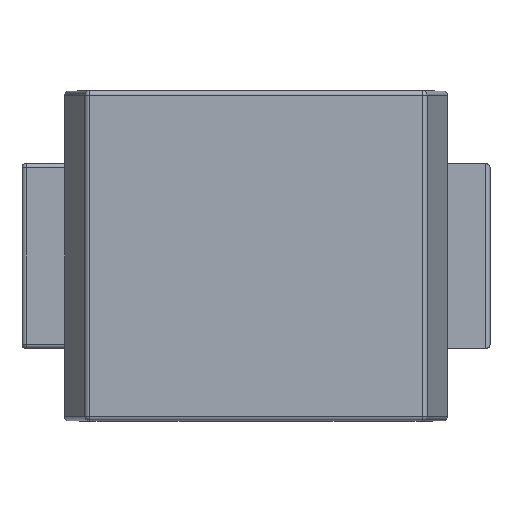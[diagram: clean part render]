
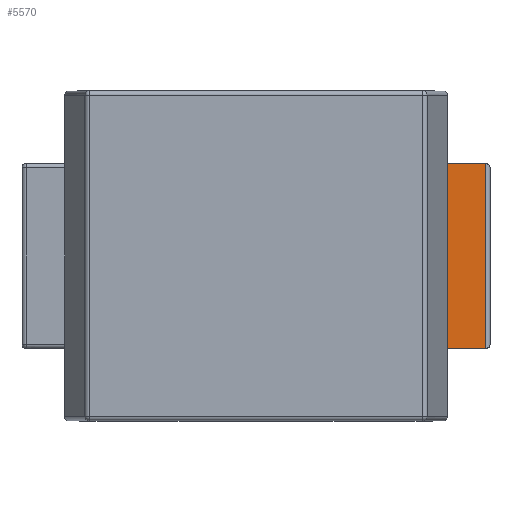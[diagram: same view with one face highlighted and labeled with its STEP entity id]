
A CAD part, top view. The second image highlights one B-rep face of the part: STEP entity #5570.
In plain terms, the highlighted planar face has unit normal (0, 0, 1).
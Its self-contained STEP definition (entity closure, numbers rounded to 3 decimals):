
#2472 = VERTEX_POINT('',#2473);
#2473 = CARTESIAN_POINT('',(2.285,-1.105,1.25));
#2492 = PLANE('',#2493);
#2493 = AXIS2_PLACEMENT_3D('',#2494,#2495,#2496);
#2494 = CARTESIAN_POINT('',(2.035,-3.53,2.5));
#2495 = DIRECTION('',(-0.981,0.,
    -0.196));
#2496 = DIRECTION('',(-0.196,0.,0.981));
#2593 = PLANE('',#2594);
#2594 = AXIS2_PLACEMENT_3D('',#2595,#2596,#2597);
#2595 = CARTESIAN_POINT('',(-5.027,-1.105,1.25));
#2596 = DIRECTION('',(0.,-1.,0.));
#2597 = DIRECTION('',(1.,0.,0.));
#2753 = PLANE('',#2754);
#2754 = AXIS2_PLACEMENT_3D('',#2755,#2756,#2757);
#2755 = CARTESIAN_POINT('',(-5.027,1.105,1.25));
#2756 = DIRECTION('',(0.,1.,0.));
#2757 = DIRECTION('',(-1.,0.,0.));
#2834 = VERTEX_POINT('',#2835);
#2835 = CARTESIAN_POINT('',(2.285,1.105,1.25));
#3507 = EDGE_CURVE('',#2472,#2834,#3508,.T.);
#3508 = SURFACE_CURVE('',#3509,(#3513,#3520),.PCURVE_S1.);
#3509 = LINE('',#3510,#3511);
#3510 = CARTESIAN_POINT('',(2.285,-3.53,1.25));
#3511 = VECTOR('',#3512,1.);
#3512 = DIRECTION('',(0.,1.,0.));
#3513 = PCURVE('',#2492,#3514);
#3514 = DEFINITIONAL_REPRESENTATION('',(#3515),#3519);
#3515 = LINE('',#3516,#3517);
#3516 = CARTESIAN_POINT('',(-1.275,0.));
#3517 = VECTOR('',#3518,1.);
#3518 = DIRECTION('',(0.,1.));
#3519 = ( GEOMETRIC_REPRESENTATION_CONTEXT(2) 
PARAMETRIC_REPRESENTATION_CONTEXT() REPRESENTATION_CONTEXT('2D SPACE',''
  ) );
#3520 = PCURVE('',#3521,#3526);
#3521 = PLANE('',#3522);
#3522 = AXIS2_PLACEMENT_3D('',#3523,#3524,#3525);
#3523 = CARTESIAN_POINT('',(-5.027,-1.105,1.25));
#3524 = DIRECTION('',(0.,0.,1.));
#3525 = DIRECTION('',(1.,0.,0.));
#3526 = DEFINITIONAL_REPRESENTATION('',(#3527),#3531);
#3527 = LINE('',#3528,#3529);
#3528 = CARTESIAN_POINT('',(7.312,-2.425));
#3529 = VECTOR('',#3530,1.);
#3530 = DIRECTION('',(0.,1.));
#3531 = ( GEOMETRIC_REPRESENTATION_CONTEXT(2) 
PARAMETRIC_REPRESENTATION_CONTEXT() REPRESENTATION_CONTEXT('2D SPACE',''
  ) );
#4931 = VERTEX_POINT('',#4932);
#4932 = CARTESIAN_POINT('',(2.745,-1.105,1.25));
#4980 = EDGE_CURVE('',#2472,#4931,#4981,.T.);
#4981 = SURFACE_CURVE('',#4982,(#4986,#4993),.PCURVE_S1.);
#4982 = LINE('',#4983,#4984);
#4983 = CARTESIAN_POINT('',(-5.027,-1.105,1.25));
#4984 = VECTOR('',#4985,1.);
#4985 = DIRECTION('',(1.,0.,0.));
#4986 = PCURVE('',#2593,#4987);
#4987 = DEFINITIONAL_REPRESENTATION('',(#4988),#4992);
#4988 = LINE('',#4989,#4990);
#4989 = CARTESIAN_POINT('',(0.,0.));
#4990 = VECTOR('',#4991,1.);
#4991 = DIRECTION('',(1.,0.));
#4992 = ( GEOMETRIC_REPRESENTATION_CONTEXT(2) 
PARAMETRIC_REPRESENTATION_CONTEXT() REPRESENTATION_CONTEXT('2D SPACE',''
  ) );
#4993 = PCURVE('',#3521,#4994);
#4994 = DEFINITIONAL_REPRESENTATION('',(#4995),#4999);
#4995 = LINE('',#4996,#4997);
#4996 = CARTESIAN_POINT('',(0.,0.));
#4997 = VECTOR('',#4998,1.);
#4998 = DIRECTION('',(1.,0.));
#4999 = ( GEOMETRIC_REPRESENTATION_CONTEXT(2) 
PARAMETRIC_REPRESENTATION_CONTEXT() REPRESENTATION_CONTEXT('2D SPACE',''
  ) );
#5500 = EDGE_CURVE('',#2834,#5501,#5503,.T.);
#5501 = VERTEX_POINT('',#5502);
#5502 = CARTESIAN_POINT('',(2.745,1.105,1.25));
#5503 = SURFACE_CURVE('',#5504,(#5508,#5515),.PCURVE_S1.);
#5504 = LINE('',#5505,#5506);
#5505 = CARTESIAN_POINT('',(-5.027,1.105,1.25));
#5506 = VECTOR('',#5507,1.);
#5507 = DIRECTION('',(1.,0.,0.));
#5508 = PCURVE('',#2753,#5509);
#5509 = DEFINITIONAL_REPRESENTATION('',(#5510),#5514);
#5510 = LINE('',#5511,#5512);
#5511 = CARTESIAN_POINT('',(0.,0.));
#5512 = VECTOR('',#5513,1.);
#5513 = DIRECTION('',(-1.,0.));
#5514 = ( GEOMETRIC_REPRESENTATION_CONTEXT(2) 
PARAMETRIC_REPRESENTATION_CONTEXT() REPRESENTATION_CONTEXT('2D SPACE',''
  ) );
#5515 = PCURVE('',#3521,#5516);
#5516 = DEFINITIONAL_REPRESENTATION('',(#5517),#5521);
#5517 = LINE('',#5518,#5519);
#5518 = CARTESIAN_POINT('',(0.,2.21));
#5519 = VECTOR('',#5520,1.);
#5520 = DIRECTION('',(1.,0.));
#5521 = ( GEOMETRIC_REPRESENTATION_CONTEXT(2) 
PARAMETRIC_REPRESENTATION_CONTEXT() REPRESENTATION_CONTEXT('2D SPACE',''
  ) );
#5570 = ADVANCED_FACE('',(#5571),#3521,.T.);
#5571 = FACE_BOUND('',#5572,.T.);
#5572 = EDGE_LOOP('',(#5573,#5574,#5622,#5623));
#5573 = ORIENTED_EDGE('',*,*,#4980,.T.);
#5574 = ORIENTED_EDGE('',*,*,#5575,.T.);
#5575 = EDGE_CURVE('',#4931,#5501,#5576,.T.);
#5576 = SURFACE_CURVE('',#5577,(#5581,#5588),.PCURVE_S1.);
#5577 = LINE('',#5578,#5579);
#5578 = CARTESIAN_POINT('',(2.745,1.105,1.25));
#5579 = VECTOR('',#5580,1.);
#5580 = DIRECTION('',(0.,1.,0.));
#5581 = PCURVE('',#3521,#5582);
#5582 = DEFINITIONAL_REPRESENTATION('',(#5583),#5587);
#5583 = LINE('',#5584,#5585);
#5584 = CARTESIAN_POINT('',(7.772,2.21));
#5585 = VECTOR('',#5586,1.);
#5586 = DIRECTION('',(0.,1.));
#5587 = ( GEOMETRIC_REPRESENTATION_CONTEXT(2) 
PARAMETRIC_REPRESENTATION_CONTEXT() REPRESENTATION_CONTEXT('2D SPACE',''
  ) );
#5588 = PCURVE('',#5589,#5594);
#5589 = CYLINDRICAL_SURFACE('',#5590,0.05);
#5590 = AXIS2_PLACEMENT_3D('',#5591,#5592,#5593);
#5591 = CARTESIAN_POINT('',(2.745,0.,1.2));
#5592 = DIRECTION('',(0.,1.,0.));
#5593 = DIRECTION('',(-1.,0.,0.));
#5594 = DEFINITIONAL_REPRESENTATION('',(#5595),#5621);
#5595 = B_SPLINE_CURVE_WITH_KNOTS('',3,(#5596,#5597,#5598,#5599,#5600,
    #5601,#5602,#5603,#5604,#5605,#5606,#5607,#5608,#5609,#5610,#5611,
    #5612,#5613,#5614,#5615,#5616,#5617,#5618,#5619,#5620),
  .UNSPECIFIED.,.F.,.F.,(4,1,1,1,1,1,1,1,1,1,1,1,1,1,1,1,1,1,1,1,1,1,4),
  (-2.21,-2.11,-2.009,-1.909,-1.808
    ,-1.708,-1.607,-1.507,-1.406,
    -1.306,-1.205,-1.105,-1.005,
    -0.904,-0.804,-0.703,-0.603,
    -0.502,-0.402,-0.301,-0.201,
    -0.1,0.),.UNSPECIFIED.);
#5596 = CARTESIAN_POINT('',(1.571,-1.105));
#5597 = CARTESIAN_POINT('',(1.571,-1.072));
#5598 = CARTESIAN_POINT('',(1.571,-1.005));
#5599 = CARTESIAN_POINT('',(1.571,-0.904));
#5600 = CARTESIAN_POINT('',(1.571,-0.804));
#5601 = CARTESIAN_POINT('',(1.571,-0.703));
#5602 = CARTESIAN_POINT('',(1.571,-0.603));
#5603 = CARTESIAN_POINT('',(1.571,-0.502));
#5604 = CARTESIAN_POINT('',(1.571,-0.402));
#5605 = CARTESIAN_POINT('',(1.571,-0.301));
#5606 = CARTESIAN_POINT('',(1.571,-0.201));
#5607 = CARTESIAN_POINT('',(1.571,-0.1));
#5608 = CARTESIAN_POINT('',(1.571,0.));
#5609 = CARTESIAN_POINT('',(1.571,0.1));
#5610 = CARTESIAN_POINT('',(1.571,0.201));
#5611 = CARTESIAN_POINT('',(1.571,0.301));
#5612 = CARTESIAN_POINT('',(1.571,0.402));
#5613 = CARTESIAN_POINT('',(1.571,0.502));
#5614 = CARTESIAN_POINT('',(1.571,0.603));
#5615 = CARTESIAN_POINT('',(1.571,0.703));
#5616 = CARTESIAN_POINT('',(1.571,0.804));
#5617 = CARTESIAN_POINT('',(1.571,0.904));
#5618 = CARTESIAN_POINT('',(1.571,1.005));
#5619 = CARTESIAN_POINT('',(1.571,1.072));
#5620 = CARTESIAN_POINT('',(1.571,1.105));
#5621 = ( GEOMETRIC_REPRESENTATION_CONTEXT(2) 
PARAMETRIC_REPRESENTATION_CONTEXT() REPRESENTATION_CONTEXT('2D SPACE',''
  ) );
#5622 = ORIENTED_EDGE('',*,*,#5500,.F.);
#5623 = ORIENTED_EDGE('',*,*,#3507,.F.);
